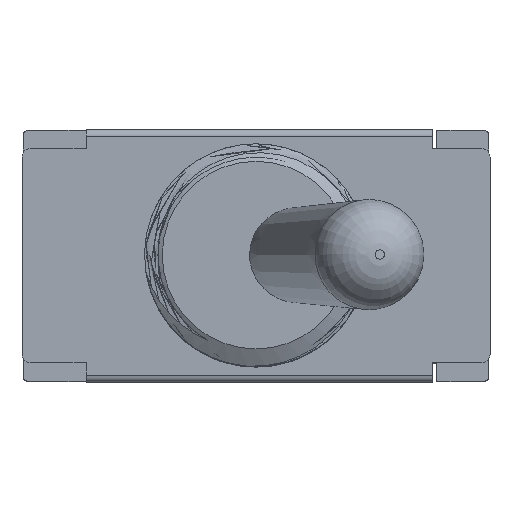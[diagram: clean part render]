
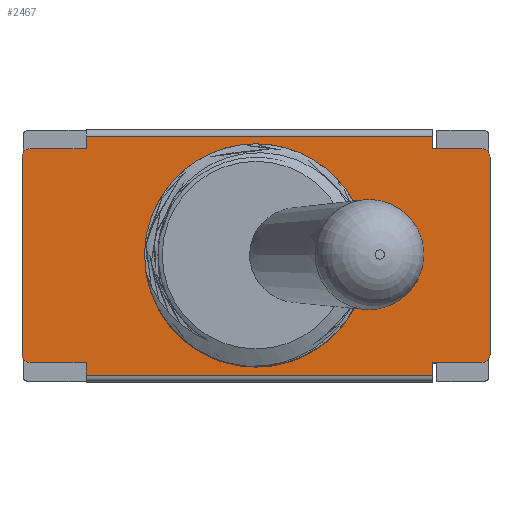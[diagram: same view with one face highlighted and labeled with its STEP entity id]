
A CAD part, top view. The second image highlights one B-rep face of the part: STEP entity #2467.
In plain terms, the highlighted planar face has unit normal (0, 0, 1).
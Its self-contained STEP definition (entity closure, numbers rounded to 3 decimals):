
#67=CIRCLE('',#2581,3.022);
#69=CIRCLE('',#2584,0.225);
#70=CIRCLE('',#2585,0.225);
#71=CIRCLE('',#2586,0.225);
#72=CIRCLE('',#2587,0.225);
#212=ORIENTED_EDGE('',*,*,#715,.T.);
#213=ORIENTED_EDGE('',*,*,#716,.T.);
#214=ORIENTED_EDGE('',*,*,#708,.F.);
#215=ORIENTED_EDGE('',*,*,#717,.T.);
#216=ORIENTED_EDGE('',*,*,#718,.F.);
#217=ORIENTED_EDGE('',*,*,#719,.F.);
#218=ORIENTED_EDGE('',*,*,#720,.T.);
#219=ORIENTED_EDGE('',*,*,#721,.T.);
#220=ORIENTED_EDGE('',*,*,#722,.T.);
#221=ORIENTED_EDGE('',*,*,#723,.T.);
#222=ORIENTED_EDGE('',*,*,#724,.T.);
#223=ORIENTED_EDGE('',*,*,#655,.F.);
#224=ORIENTED_EDGE('',*,*,#725,.T.);
#225=ORIENTED_EDGE('',*,*,#726,.T.);
#226=ORIENTED_EDGE('',*,*,#727,.T.);
#227=ORIENTED_EDGE('',*,*,#728,.T.);
#228=ORIENTED_EDGE('',*,*,#729,.T.);
#229=ORIENTED_EDGE('',*,*,#730,.T.);
#230=ORIENTED_EDGE('',*,*,#710,.F.);
#655=EDGE_CURVE('',#910,#911,#1077,.T.);
#708=EDGE_CURVE('',#956,#957,#1123,.T.);
#710=EDGE_CURVE('',#958,#958,#67,.F.);
#715=EDGE_CURVE('',#963,#964,#1126,.T.);
#716=EDGE_CURVE('',#964,#957,#69,.F.);
#717=EDGE_CURVE('',#956,#965,#70,.F.);
#718=EDGE_CURVE('',#966,#965,#1127,.T.);
#719=EDGE_CURVE('',#967,#966,#1128,.T.);
#720=EDGE_CURVE('',#967,#968,#1129,.T.);
#721=EDGE_CURVE('',#968,#969,#1130,.F.);
#722=EDGE_CURVE('',#969,#970,#1131,.T.);
#723=EDGE_CURVE('',#970,#971,#1132,.T.);
#724=EDGE_CURVE('',#971,#911,#71,.F.);
#725=EDGE_CURVE('',#910,#972,#72,.F.);
#726=EDGE_CURVE('',#972,#973,#1133,.T.);
#727=EDGE_CURVE('',#973,#974,#1134,.T.);
#728=EDGE_CURVE('',#974,#975,#1135,.F.);
#729=EDGE_CURVE('',#975,#976,#1136,.T.);
#730=EDGE_CURVE('',#976,#963,#1137,.T.);
#910=VERTEX_POINT('',#3273);
#911=VERTEX_POINT('',#3275);
#956=VERTEX_POINT('',#3433);
#957=VERTEX_POINT('',#3435);
#958=VERTEX_POINT('',#3439);
#963=VERTEX_POINT('',#4570);
#964=VERTEX_POINT('',#4571);
#965=VERTEX_POINT('',#4574);
#966=VERTEX_POINT('',#4576);
#967=VERTEX_POINT('',#4578);
#968=VERTEX_POINT('',#4580);
#969=VERTEX_POINT('',#4582);
#970=VERTEX_POINT('',#4584);
#971=VERTEX_POINT('',#4586);
#972=VERTEX_POINT('',#4589);
#973=VERTEX_POINT('',#4591);
#974=VERTEX_POINT('',#4593);
#975=VERTEX_POINT('',#4595);
#976=VERTEX_POINT('',#4597);
#1077=LINE('',#3274,#1277);
#1123=LINE('',#3434,#1323);
#1126=LINE('',#4569,#1326);
#1127=LINE('',#4575,#1327);
#1128=LINE('',#4577,#1328);
#1129=LINE('',#4579,#1329);
#1130=LINE('',#4581,#1330);
#1131=LINE('',#4583,#1331);
#1132=LINE('',#4585,#1332);
#1133=LINE('',#4590,#1333);
#1134=LINE('',#4592,#1334);
#1135=LINE('',#4594,#1335);
#1136=LINE('',#4596,#1336);
#1137=LINE('',#4598,#1337);
#1277=VECTOR('',#2759,1000.);
#1323=VECTOR('',#2827,1000.);
#1326=VECTOR('',#2838,1000.);
#1327=VECTOR('',#2843,1000.);
#1328=VECTOR('',#2844,1000.);
#1329=VECTOR('',#2845,1000.);
#1330=VECTOR('',#2846,1000.);
#1331=VECTOR('',#2847,1000.);
#1332=VECTOR('',#2848,1000.);
#1333=VECTOR('',#2853,1000.);
#1334=VECTOR('',#2854,1000.);
#1335=VECTOR('',#2855,1000.);
#1336=VECTOR('',#2856,1000.);
#1337=VECTOR('',#2857,1000.);
#1454=EDGE_LOOP('',(#212,#213,#214,#215,#216,#217,#218,#219,#220,#221,#222,
#223,#224,#225,#226,#227,#228,#229));
#1455=EDGE_LOOP('',(#230));
#1570=FACE_BOUND('',#1454,.T.);
#1571=FACE_BOUND('',#1455,.T.);
#1681=PLANE('',#2583);
#2467=ADVANCED_FACE('',(#1570,#1571),#1681,.F.);
#2581=AXIS2_PLACEMENT_3D('',#3438,#2831,#2832);
#2583=AXIS2_PLACEMENT_3D('',#4568,#2836,#2837);
#2584=AXIS2_PLACEMENT_3D('',#4572,#2839,#2840);
#2585=AXIS2_PLACEMENT_3D('',#4573,#2841,#2842);
#2586=AXIS2_PLACEMENT_3D('',#4587,#2849,#2850);
#2587=AXIS2_PLACEMENT_3D('',#4588,#2851,#2852);
#2759=DIRECTION('',(0.,1.,0.));
#2827=DIRECTION('',(0.,-1.,0.));
#2831=DIRECTION('',(0.,0.,-1.));
#2832=DIRECTION('',(-1.,0.,0.));
#2836=DIRECTION('',(0.,0.,-1.));
#2837=DIRECTION('',(-1.,0.,0.));
#2838=DIRECTION('',(0.,1.,0.));
#2839=DIRECTION('',(0.,0.,-1.));
#2840=DIRECTION('',(-1.,0.,0.));
#2841=DIRECTION('',(0.,0.,-1.));
#2842=DIRECTION('',(-1.,0.,0.));
#2843=DIRECTION('',(0.,-1.,0.));
#2844=DIRECTION('',(1.,0.,0.));
#2845=DIRECTION('',(0.,1.,0.));
#2846=DIRECTION('',(1.,0.,0.));
#2847=DIRECTION('',(0.,-1.,0.));
#2848=DIRECTION('',(-1.,0.,0.));
#2849=DIRECTION('',(0.,0.,-1.));
#2850=DIRECTION('',(-1.,0.,0.));
#2851=DIRECTION('',(0.,0.,-1.));
#2852=DIRECTION('',(-1.,0.,0.));
#2853=DIRECTION('',(1.,0.,0.));
#2854=DIRECTION('',(0.,-1.,0.));
#2855=DIRECTION('',(-1.,0.,0.));
#2856=DIRECTION('',(0.,1.,0.));
#2857=DIRECTION('',(1.,0.,0.));
#3273=CARTESIAN_POINT('',(-6.35,-2.675,0.));
#3274=CARTESIAN_POINT('',(-6.35,3.28,0.));
#3275=CARTESIAN_POINT('',(-6.35,2.675,0.));
#3433=CARTESIAN_POINT('',(6.35,2.675,0.));
#3434=CARTESIAN_POINT('',(6.35,-3.28,0.));
#3435=CARTESIAN_POINT('',(6.35,-2.675,0.));
#3438=CARTESIAN_POINT('',(0.,0.,0.));
#3439=CARTESIAN_POINT('',(-3.022,0.,0.));
#4568=CARTESIAN_POINT('',(-6.2,-3.28,0.));
#4569=CARTESIAN_POINT('',(6.125,-2.906,0.));
#4570=CARTESIAN_POINT('',(6.125,-2.906,0.));
#4571=CARTESIAN_POINT('',(6.125,-2.9,0.));
#4572=CARTESIAN_POINT('',(6.125,-2.675,0.));
#4573=CARTESIAN_POINT('',(6.125,2.675,0.));
#4574=CARTESIAN_POINT('',(6.125,2.9,0.));
#4575=CARTESIAN_POINT('',(6.125,2.911,0.));
#4576=CARTESIAN_POINT('',(6.125,2.911,0.));
#4577=CARTESIAN_POINT('',(6.125,2.911,0.));
#4578=CARTESIAN_POINT('',(4.786,2.911,0.));
#4579=CARTESIAN_POINT('',(4.786,2.9,0.));
#4580=CARTESIAN_POINT('',(4.786,3.243,0.));
#4581=CARTESIAN_POINT('',(-6.2,3.243,0.));
#4582=CARTESIAN_POINT('',(-4.608,3.243,0.));
#4583=CARTESIAN_POINT('',(-4.608,2.9,0.));
#4584=CARTESIAN_POINT('',(-4.608,2.9,0.));
#4585=CARTESIAN_POINT('',(-4.703,2.9,0.));
#4586=CARTESIAN_POINT('',(-6.125,2.9,0.));
#4587=CARTESIAN_POINT('',(-6.125,2.675,0.));
#4588=CARTESIAN_POINT('',(-6.125,-2.675,0.));
#4589=CARTESIAN_POINT('',(-6.125,-2.9,0.));
#4590=CARTESIAN_POINT('',(-4.703,-2.9,0.));
#4591=CARTESIAN_POINT('',(-4.608,-2.9,0.));
#4592=CARTESIAN_POINT('',(-4.608,-2.9,0.));
#4593=CARTESIAN_POINT('',(-4.608,-3.243,0.));
#4594=CARTESIAN_POINT('',(-6.2,-3.243,0.));
#4595=CARTESIAN_POINT('',(4.786,-3.243,0.));
#4596=CARTESIAN_POINT('',(4.786,-2.9,0.));
#4597=CARTESIAN_POINT('',(4.786,-2.906,0.));
#4598=CARTESIAN_POINT('',(4.786,-2.906,0.));
